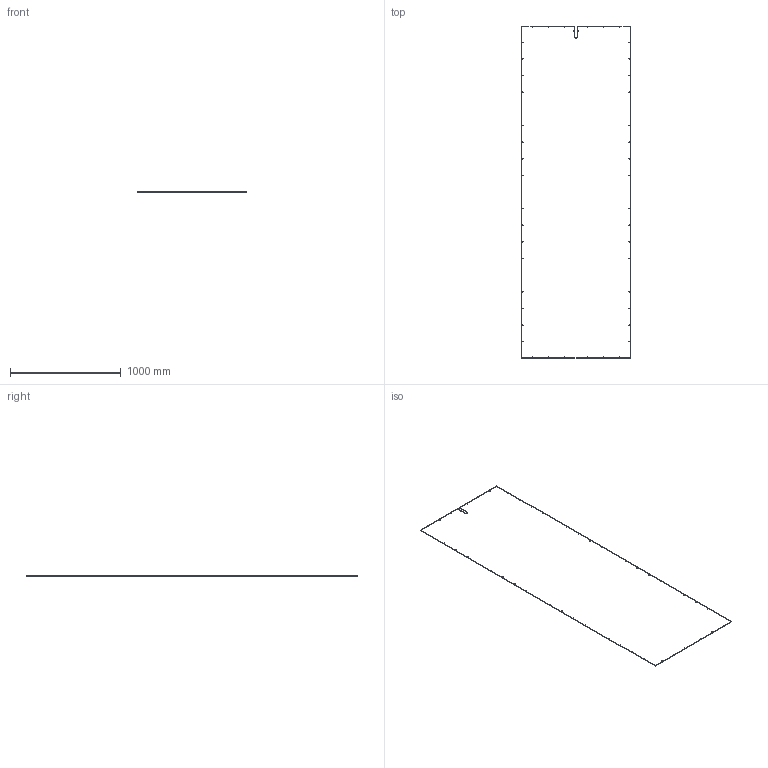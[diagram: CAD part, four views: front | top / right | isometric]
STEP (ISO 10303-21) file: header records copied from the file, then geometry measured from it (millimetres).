
FILE_DESCRIPTION(('FreeCAD Model'),'2;1');
FILE_NAME('Open CASCADE Shape Model','2023-02-27T15:01:52',('Author'),( ''),'Open CASCADE STEP processor 7.6','FreeCAD','Unknown');
FILE_SCHEMA(('AUTOMOTIVE_DESIGN { 1 0 10303 214 1 1 1 1 }'));
Length unit declared in the file: millimetre
Products named in the file (98): Unnamed2; Extrude; Extrude001; Extrude002; Extrude003; Extrude004; Extrude005; Extrude006; Extrude007; Extrude008; Extrude009; Extrude010; Extrude011; Extrude012; Extrude013; Extrude014; Extrude015; Extrude016; Extrude017; Extrude018; Extrude019; Extrude020; Extrude021; Extrude022; Extrude023; Extrude024; Extrude025; Extrude026; Extrude027; Extrude028; Extrude029; Extrude030; Extrude031; Extrude032; Extrude033; Extrude034; Extrude035; Extrude036; Extrude037; Extrude038 ...
Assembly tree (97 placements, depth 2):
  Unnamed2
    Extrude
    Extrude001
    Extrude002
    Extrude003
    Extrude004
    Extrude005
    Extrude006
    Extrude007
    Extrude008
    Extrude009
    Extrude010
    Extrude011
    Extrude012
    Extrude013
    Extrude014
    Extrude015
    Extrude016
    Extrude017
    Extrude018
    Extrude019
    Extrude020
    Extrude021
    Extrude022
    Extrude023
    Extrude024
    Extrude025
    Extrude026
    Extrude027
    Extrude028
    Extrude029
    Extrude030
    Extrude031
    Extrude032
    Extrude033
    Extrude034
    Extrude035
    Extrude036
    Extrude037
    Extrude038
    Extrude039
    Extrude040
    Extrude041
    Extrude042
    Extrude043
    Extrude044
    Extrude045
    Extrude046
    Extrude047
    Extrude048
    Extrude049
    Extrude050
    Extrude051
    Extrude052
    Extrude053
    Extrude054
    Extrude055
    Extrude056
    Extrude057
    Extrude058
Bounding box: 976.3 x 2994.5 x 6.4 mm (x, y, z)
Surface area: 57268.3 mm2 (no closed solid volume)
Topology: 0 solids, 97 shells, 106 faces, 414 edges, 404 vertices
Faces by surface type: cylinder 98, plane 8
Entity records: 10232 total; most frequent: CARTESIAN_POINT 1446, DIRECTION 1442, LINE 642, VECTOR 642, ORIENTED_EDGE 424, PCURVE 424, DEFINITIONAL_REPRESENTATION 424, EDGE_CURVE 414
